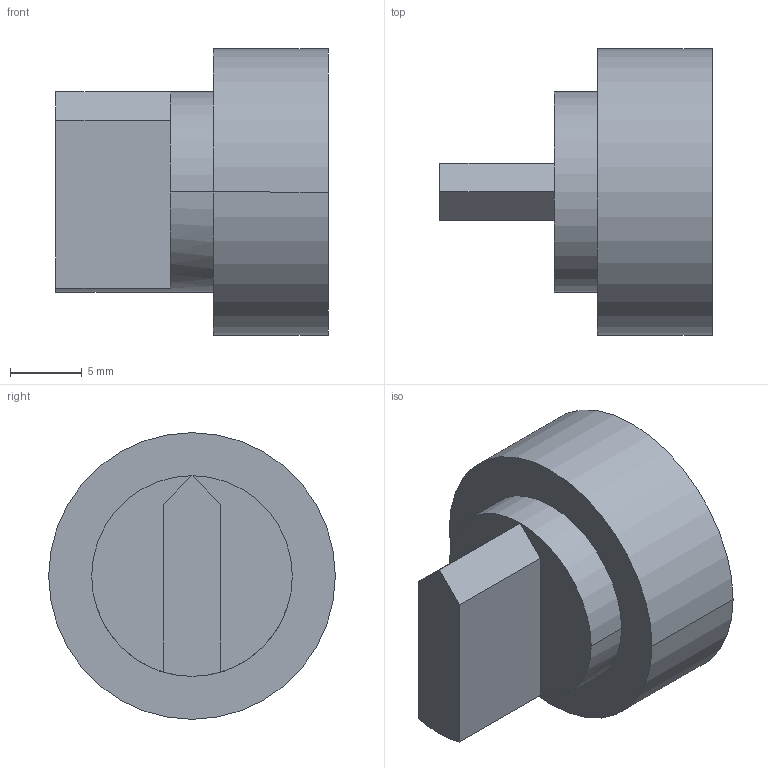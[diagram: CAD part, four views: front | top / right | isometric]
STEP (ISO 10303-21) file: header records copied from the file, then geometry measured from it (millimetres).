
FILE_DESCRIPTION(('CATIA V5 STEP Exchange'),'2;1');
FILE_NAME('bouton-reglage.stp','2020-05-04T08:47:08+00:00',('none'),('none'),'CATIA Version 5 Release 19 SP 9 (IN-10)','CATIA V5 STEP AP203','none');
FILE_SCHEMA(('CONFIG_CONTROL_DESIGN'));
Length unit declared in the file: millimetre
Products named in the file (1): Part4
Bounding box: 19 x 20 x 20 mm (x, y, z)
Volume: 2633.5 mm3; surface area: 1756.6 mm2
Topology: 1 solids, 1 shells, 20 faces, 46 edges, 30 vertices
Faces by surface type: plane 16, cylinder 4
Entity records: 591 total; most frequent: CARTESIAN_POINT 96, ORIENTED_EDGE 92, DIRECTION 84, EDGE_CURVE 46, VECTOR 35, LINE 35, AXIS2_PLACEMENT_3D 31, VERTEX_POINT 30
